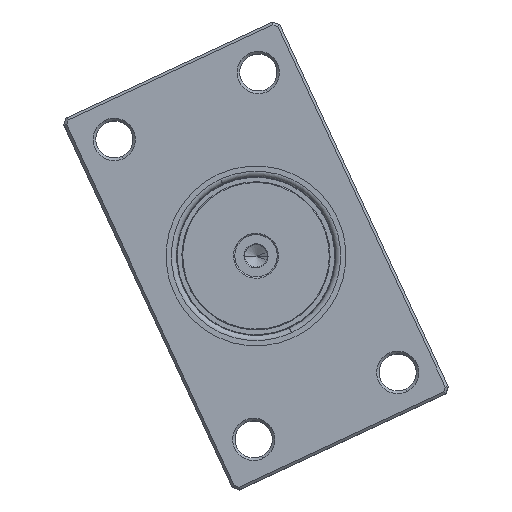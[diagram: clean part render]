
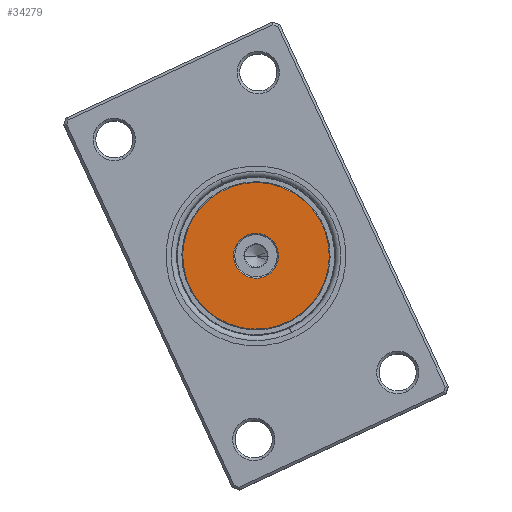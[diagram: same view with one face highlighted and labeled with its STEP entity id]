
A CAD part, top view. The second image highlights one B-rep face of the part: STEP entity #34279.
In plain terms, the highlighted face is planar.
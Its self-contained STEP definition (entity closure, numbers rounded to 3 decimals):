
#493 = ORIENTED_EDGE ( 'NONE', *, *, #883, .T. ) ;
#883 = EDGE_CURVE ( 'NONE', #17522, #8444, #12366, .T. ) ;
#3645 = DIRECTION ( 'NONE',  ( 1., 0., 0. ) ) ;
#4220 = AXIS2_PLACEMENT_3D ( 'NONE', #21420, #6770, #36202 ) ;
#5843 = AXIS2_PLACEMENT_3D ( 'NONE', #32084, #10374, #17793 ) ;
#6770 = DIRECTION ( 'NONE',  ( 0., 0., -1. ) ) ;
#6855 = DIRECTION ( 'NONE',  ( 0., 0., 1. ) ) ;
#7285 = CARTESIAN_POINT ( 'NONE',  ( 8.5, 0., 0. ) ) ;
#8444 = VERTEX_POINT ( 'NONE', #40219 ) ;
#9398 = CARTESIAN_POINT ( 'NONE',  ( -27.7, 0., 0. ) ) ;
#10374 = DIRECTION ( 'NONE',  ( 0., 0., 1. ) ) ;
#11583 = EDGE_CURVE ( 'NONE', #17750, #16795, #25892, .T. ) ;
#12366 = CIRCLE ( 'NONE', #47014, 8.5 ) ;
#16795 = VERTEX_POINT ( 'NONE', #9398 ) ;
#17522 = VERTEX_POINT ( 'NONE', #7285 ) ;
#17750 = VERTEX_POINT ( 'NONE', #37994 ) ;
#17793 = DIRECTION ( 'NONE',  ( 1., 0., 0. ) ) ;
#18841 = DIRECTION ( 'NONE',  ( 0., 0., -1. ) ) ;
#18997 = CARTESIAN_POINT ( 'NONE',  ( 0., 0., 0. ) ) ;
#19620 = EDGE_LOOP ( 'NONE', ( #45788, #36940 ) ) ;
#19907 = EDGE_CURVE ( 'NONE', #16795, #17750, #31990, .T. ) ;
#20284 = AXIS2_PLACEMENT_3D ( 'NONE', #18997, #18841, #37320 ) ;
#21359 = FACE_BOUND ( 'NONE', #26114, .T. ) ;
#21420 = CARTESIAN_POINT ( 'NONE',  ( 0., 0., 0. ) ) ;
#24306 = ORIENTED_EDGE ( 'NONE', *, *, #32213, .T. ) ;
#24870 = CIRCLE ( 'NONE', #27388, 8.5 ) ;
#25892 = CIRCLE ( 'NONE', #20284, 27.7 ) ;
#26114 = EDGE_LOOP ( 'NONE', ( #24306, #493 ) ) ;
#27388 = AXIS2_PLACEMENT_3D ( 'NONE', #32096, #6855, #32577 ) ;
#31085 = FACE_OUTER_BOUND ( 'NONE', #19620, .T. ) ;
#31990 = CIRCLE ( 'NONE', #4220, 27.7 ) ;
#32084 = CARTESIAN_POINT ( 'NONE',  ( 0., 0., 0. ) ) ;
#32096 = CARTESIAN_POINT ( 'NONE',  ( 0., 0., 0. ) ) ;
#32213 = EDGE_CURVE ( 'NONE', #8444, #17522, #24870, .T. ) ;
#32404 = PLANE ( 'NONE',  #5843 ) ;
#32577 = DIRECTION ( 'NONE',  ( 1., 0., 0. ) ) ;
#34279 = ADVANCED_FACE ( 'NONE', ( #31085, #21359 ), #32404, .F. ) ;
#36180 = DIRECTION ( 'NONE',  ( 0., 0., 1. ) ) ;
#36202 = DIRECTION ( 'NONE',  ( 1., 0., 0. ) ) ;
#36940 = ORIENTED_EDGE ( 'NONE', *, *, #19907, .T. ) ;
#37320 = DIRECTION ( 'NONE',  ( 1., 0., 0. ) ) ;
#37994 = CARTESIAN_POINT ( 'NONE',  ( 27.7, 0., 0. ) ) ;
#40219 = CARTESIAN_POINT ( 'NONE',  ( -8.5, 0., 0. ) ) ;
#45788 = ORIENTED_EDGE ( 'NONE', *, *, #11583, .T. ) ;
#47014 = AXIS2_PLACEMENT_3D ( 'NONE', #47432, #36180, #3645 ) ;
#47432 = CARTESIAN_POINT ( 'NONE',  ( 0., 0., 0. ) ) ;
